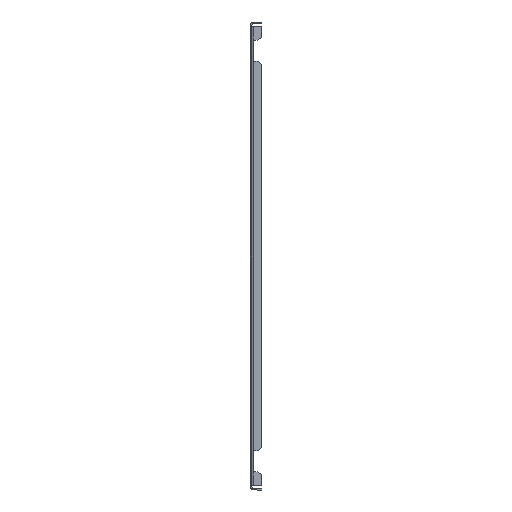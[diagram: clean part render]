
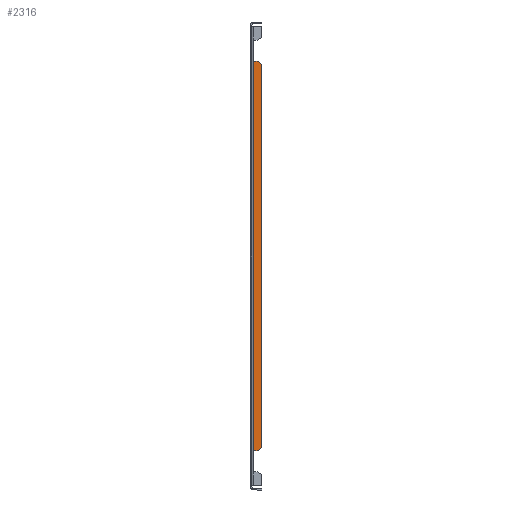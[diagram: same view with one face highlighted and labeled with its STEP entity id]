
A CAD part, left-side view. The second image highlights one B-rep face of the part: STEP entity #2316.
In plain terms, the highlighted planar face has unit normal (-1, 0, 0).
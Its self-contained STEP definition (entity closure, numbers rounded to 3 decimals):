
#86 = EDGE_CURVE ( 'NONE', #974, #675, #3271, .T. ) ;
#119 = DIRECTION ( 'NONE',  ( 0., -1., 0. ) ) ;
#140 = DIRECTION ( 'NONE',  ( 0., -1., 0. ) ) ;
#215 = FACE_OUTER_BOUND ( 'NONE', #1817, .T. ) ;
#368 = ORIENTED_EDGE ( 'NONE', *, *, #3587, .T. ) ;
#380 = VECTOR ( 'NONE', #2049, 1000. ) ;
#628 = VECTOR ( 'NONE', #119, 1000. ) ;
#675 = VERTEX_POINT ( 'NONE', #2301 ) ;
#692 = CARTESIAN_POINT ( 'NONE',  ( -423.5, -3., -166.5 ) ) ;
#704 = CARTESIAN_POINT ( 'NONE',  ( -423.5, -5., 166.5 ) ) ;
#859 = CARTESIAN_POINT ( 'NONE',  ( -423.5, -5., -166.5 ) ) ;
#875 = LINE ( 'NONE', #1134, #1201 ) ;
#974 = VERTEX_POINT ( 'NONE', #980 ) ;
#980 = CARTESIAN_POINT ( 'NONE',  ( -423.5, -10., 161.5 ) ) ;
#1002 = VERTEX_POINT ( 'NONE', #704 ) ;
#1134 = CARTESIAN_POINT ( 'NONE',  ( -423.5, -3., 0. ) ) ;
#1201 = VECTOR ( 'NONE', #3824, 1000. ) ;
#1218 = DIRECTION ( 'NONE',  ( 0., -1., 0. ) ) ;
#1307 = EDGE_CURVE ( 'NONE', #1398, #1002, #2460, .T. ) ;
#1398 = VERTEX_POINT ( 'NONE', #2642 ) ;
#1543 = EDGE_CURVE ( 'NONE', #2286, #1572, #2398, .T. ) ;
#1572 = VERTEX_POINT ( 'NONE', #692 ) ;
#1593 = DIRECTION ( 'NONE',  ( -1., 0., 0. ) ) ;
#1766 = DIRECTION ( 'NONE',  ( 0., 0., 1. ) ) ;
#1817 = EDGE_LOOP ( 'NONE', ( #2752, #2127, #2843, #2615, #2817, #368 ) ) ;
#1907 = AXIS2_PLACEMENT_3D ( 'NONE', #3648, #3039, #1218 ) ;
#2008 = CARTESIAN_POINT ( 'NONE',  ( -423.5, 420.693, 0. ) ) ;
#2049 = DIRECTION ( 'NONE',  ( 0., 0., -1. ) ) ;
#2112 = CARTESIAN_POINT ( 'NONE',  ( -423.5, 420.693, -166.5 ) ) ;
#2127 = ORIENTED_EDGE ( 'NONE', *, *, #3170, .T. ) ;
#2286 = VERTEX_POINT ( 'NONE', #859 ) ;
#2301 = CARTESIAN_POINT ( 'NONE',  ( -423.5, -10., -161.5 ) ) ;
#2316 = ADVANCED_FACE ( 'NONE', ( #215 ), #3512, .T. ) ;
#2366 = EDGE_CURVE ( 'NONE', #1398, #1572, #875, .T. ) ;
#2398 = LINE ( 'NONE', #2112, #3222 ) ;
#2460 = LINE ( 'NONE', #2501, #628 ) ;
#2501 = CARTESIAN_POINT ( 'NONE',  ( -423.5, 420.693, 166.5 ) ) ;
#2539 = AXIS2_PLACEMENT_3D ( 'NONE', #3414, #1593, #140 ) ;
#2615 = ORIENTED_EDGE ( 'NONE', *, *, #2366, .T. ) ;
#2639 = CARTESIAN_POINT ( 'NONE',  ( -423.5, -10., -196.346 ) ) ;
#2642 = CARTESIAN_POINT ( 'NONE',  ( -423.5, -3., 166.5 ) ) ;
#2667 = CIRCLE ( 'NONE', #1907, 5. ) ;
#2671 = CIRCLE ( 'NONE', #2539, 5. ) ;
#2752 = ORIENTED_EDGE ( 'NONE', *, *, #86, .F. ) ;
#2817 = ORIENTED_EDGE ( 'NONE', *, *, #1543, .F. ) ;
#2843 = ORIENTED_EDGE ( 'NONE', *, *, #1307, .F. ) ;
#3039 = DIRECTION ( 'NONE',  ( -1., 0., 0. ) ) ;
#3170 = EDGE_CURVE ( 'NONE', #974, #1002, #2667, .T. ) ;
#3211 = DIRECTION ( 'NONE',  ( -1., 0., 0. ) ) ;
#3222 = VECTOR ( 'NONE', #3316, 1000. ) ;
#3271 = LINE ( 'NONE', #2639, #380 ) ;
#3316 = DIRECTION ( 'NONE',  ( 0., 1., 0. ) ) ;
#3414 = CARTESIAN_POINT ( 'NONE',  ( -423.5, -5., -161.5 ) ) ;
#3512 = PLANE ( 'NONE',  #3601 ) ;
#3587 = EDGE_CURVE ( 'NONE', #2286, #675, #2671, .T. ) ;
#3601 = AXIS2_PLACEMENT_3D ( 'NONE', #2008, #3211, #1766 ) ;
#3648 = CARTESIAN_POINT ( 'NONE',  ( -423.5, -5., 161.5 ) ) ;
#3824 = DIRECTION ( 'NONE',  ( 0., 0., -1. ) ) ;
